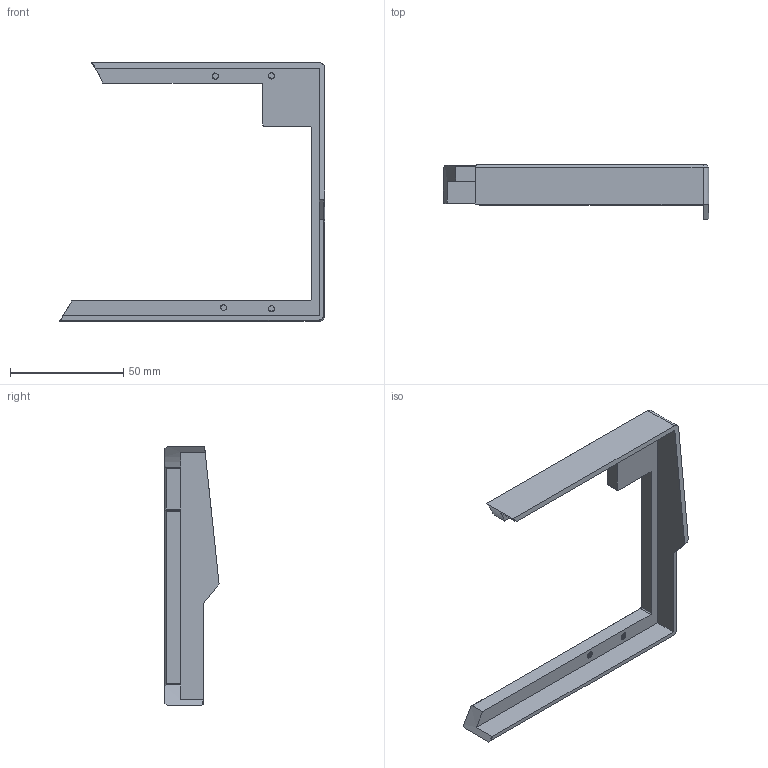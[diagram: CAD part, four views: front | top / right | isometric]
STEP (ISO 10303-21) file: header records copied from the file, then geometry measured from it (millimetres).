
FILE_DESCRIPTION(/* description */ (''),/* implementation_level */ '2;1');
FILE_NAME(/* name */ 'TopRight.step',/* time_stamp */ '2021-01-24T11:31:11+01:00',/* author */ (''),/* organization */ (''),/* preprocessor_version */ 'ST-DEVELOPER v18.1',/* originating_system */ 'Autodesk Translation Framework v9.7.1.1290',/* authorisation */ '');
FILE_SCHEMA (('AUTOMOTIVE_DESIGN { 1 0 10303 214 3 1 1 }'));
Length unit declared in the file: millimetre
Products named in the file (1): FusionComponent
Bounding box: 117.19 x 23.87 x 114.25 mm (x, y, z)
Volume: 28602.7 mm3; surface area: 17498.9 mm2
Topology: 1 solids, 1 shells, 144 faces, 399 edges, 260 vertices
Faces by surface type: cylinder 94, plane 31, bspline 12, cone 7
Full cylindrical faces by diameter (mm): 2.529 x20, 3.086 x8
Entity records: 10151 total; most frequent: CARTESIAN_POINT 6874, ORIENTED_EDGE 796, DIRECTION 483, EDGE_CURVE 398, VERTEX_POINT 260, B_SPLINE_CURVE_WITH_KNOTS 215, AXIS2_PLACEMENT_3D 167, LINE 149
